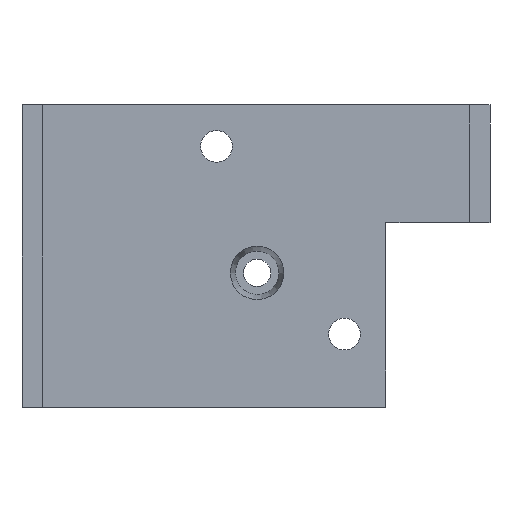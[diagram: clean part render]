
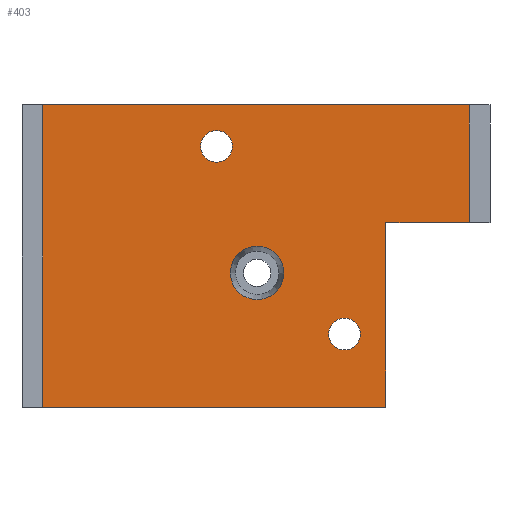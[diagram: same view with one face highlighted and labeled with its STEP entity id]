
A CAD part, front view. The second image highlights one B-rep face of the part: STEP entity #403.
In plain terms, the highlighted planar face has unit normal (0, -1, 0).
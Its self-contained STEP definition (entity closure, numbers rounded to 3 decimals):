
#24=FACE_BOUND('',#84,.T.);
#25=FACE_BOUND('',#85,.T.);
#26=FACE_BOUND('',#86,.T.);
#34=CIRCLE('',#441,1.6);
#35=CIRCLE('',#442,1.6);
#36=CIRCLE('',#443,2.7);
#60=FACE_OUTER_BOUND('',#83,.T.);
#83=EDGE_LOOP('',(#287,#288,#289,#290,#291,#292));
#84=EDGE_LOOP('',(#293));
#85=EDGE_LOOP('',(#294));
#86=EDGE_LOOP('',(#295));
#114=LINE('',#616,#147);
#120=LINE('',#628,#153);
#121=LINE('',#631,#154);
#125=LINE('',#638,#158);
#126=LINE('',#640,#159);
#127=LINE('',#641,#160);
#147=VECTOR('',#488,10.);
#153=VECTOR('',#496,10.);
#154=VECTOR('',#499,10.);
#158=VECTOR('',#505,10.);
#159=VECTOR('',#506,10.);
#160=VECTOR('',#507,10.);
#180=VERTEX_POINT('',#613);
#181=VERTEX_POINT('',#615);
#183=VERTEX_POINT('',#621);
#186=VERTEX_POINT('',#626);
#187=VERTEX_POINT('',#630);
#190=VERTEX_POINT('',#639);
#191=VERTEX_POINT('',#642);
#192=VERTEX_POINT('',#644);
#193=VERTEX_POINT('',#646);
#219=EDGE_CURVE('',#180,#181,#114,.T.);
#225=EDGE_CURVE('',#186,#183,#120,.T.);
#226=EDGE_CURVE('',#187,#181,#121,.T.);
#230=EDGE_CURVE('',#183,#180,#125,.T.);
#231=EDGE_CURVE('',#190,#186,#126,.T.);
#232=EDGE_CURVE('',#190,#187,#127,.T.);
#233=EDGE_CURVE('',#191,#191,#34,.T.);
#234=EDGE_CURVE('',#192,#192,#35,.T.);
#235=EDGE_CURVE('',#193,#193,#36,.T.);
#287=ORIENTED_EDGE('',*,*,#219,.F.);
#288=ORIENTED_EDGE('',*,*,#230,.F.);
#289=ORIENTED_EDGE('',*,*,#225,.F.);
#290=ORIENTED_EDGE('',*,*,#231,.F.);
#291=ORIENTED_EDGE('',*,*,#232,.T.);
#292=ORIENTED_EDGE('',*,*,#226,.T.);
#293=ORIENTED_EDGE('',*,*,#233,.T.);
#294=ORIENTED_EDGE('',*,*,#234,.T.);
#295=ORIENTED_EDGE('',*,*,#235,.F.);
#389=PLANE('',#440);
#403=ADVANCED_FACE('',(#60,#24,#25,#26),#389,.F.);
#440=AXIS2_PLACEMENT_3D('',#637,#503,#504);
#441=AXIS2_PLACEMENT_3D('',#643,#508,#509);
#442=AXIS2_PLACEMENT_3D('',#645,#510,#511);
#443=AXIS2_PLACEMENT_3D('',#647,#512,#513);
#488=DIRECTION('',(0.,0.,-1.));
#496=DIRECTION('',(0.,0.,1.));
#499=DIRECTION('',(1.,0.,0.));
#503=DIRECTION('center_axis',(0.,1.,0.));
#504=DIRECTION('ref_axis',(0.,0.,1.));
#505=DIRECTION('',(1.,0.,0.));
#506=DIRECTION('',(-1.,0.,0.));
#507=DIRECTION('',(0.,0.,1.));
#508=DIRECTION('center_axis',(0.,1.,0.));
#509=DIRECTION('ref_axis',(-1.,0.,0.));
#510=DIRECTION('center_axis',(0.,1.,0.));
#511=DIRECTION('ref_axis',(-1.,0.,0.));
#512=DIRECTION('center_axis',(0.,-1.,0.));
#513=DIRECTION('ref_axis',(1.,0.,0.));
#613=CARTESIAN_POINT('',(25.65,44.8,39.45));
#615=CARTESIAN_POINT('',(25.65,44.8,27.574));
#616=CARTESIAN_POINT('',(25.65,44.8,30.256));
#621=CARTESIAN_POINT('',(-17.382,44.8,39.45));
#626=CARTESIAN_POINT('',(-17.382,44.8,8.95));
#628=CARTESIAN_POINT('',(-17.382,44.8,19.475));
#630=CARTESIAN_POINT('',(17.25,44.8,27.574));
#631=CARTESIAN_POINT('',(17.25,44.8,27.574));
#637=CARTESIAN_POINT('Origin',(10.25,44.8,27.));
#638=CARTESIAN_POINT('',(17.25,44.8,39.45));
#639=CARTESIAN_POINT('',(17.25,44.8,8.95));
#640=CARTESIAN_POINT('',(-0.412,44.8,8.95));
#641=CARTESIAN_POINT('',(17.25,44.8,19.475));
#642=CARTESIAN_POINT('',(14.667,44.8,16.317));
#643=CARTESIAN_POINT('Origin',(13.067,44.8,16.317));
#644=CARTESIAN_POINT('',(1.744,44.8,35.273));
#645=CARTESIAN_POINT('Origin',(0.144,44.8,35.273));
#646=CARTESIAN_POINT('',(1.55,44.8,22.5));
#647=CARTESIAN_POINT('Origin',(4.25,44.8,22.5));
